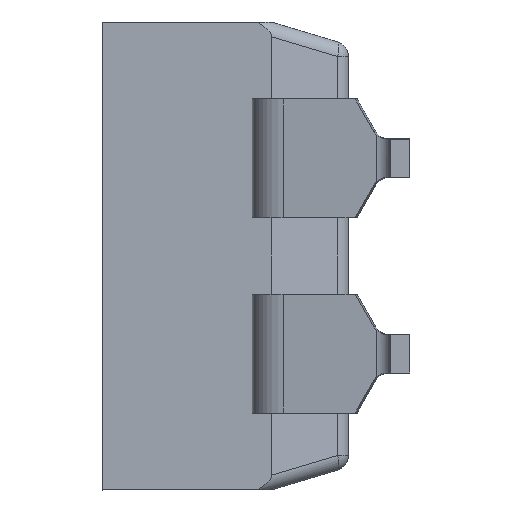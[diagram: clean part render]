
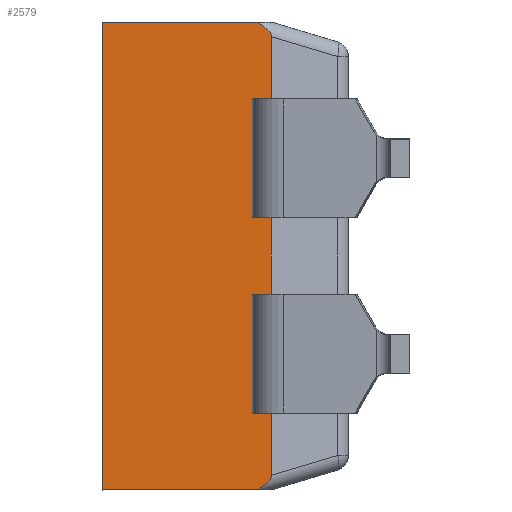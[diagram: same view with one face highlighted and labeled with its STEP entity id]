
A CAD part, left-side view. The second image highlights one B-rep face of the part: STEP entity #2579.
In plain terms, the highlighted planar face has unit normal (-1, 0, 0).
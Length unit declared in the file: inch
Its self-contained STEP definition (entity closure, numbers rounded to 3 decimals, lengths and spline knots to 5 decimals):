
#96 = CARTESIAN_POINT ( 'NONE',  ( 0.23138, 0.03516, -0.18789 ) ) ;
#146 = ORIENTED_EDGE ( 'NONE', *, *, #1211, .F. ) ;
#202 = VERTEX_POINT ( 'NONE', #4226 ) ;
#213 = DIRECTION ( 'NONE',  ( 0., 0., -1. ) ) ;
#244 = DIRECTION ( 'NONE',  ( 0., 1., 0. ) ) ;
#492 = LINE ( 'NONE', #3609, #3893 ) ;
#533 = EDGE_CURVE ( 'NONE', #7104, #3365, #2375, .T. ) ;
#538 = VECTOR ( 'NONE', #6585, 39.37008 ) ;
#545 = EDGE_CURVE ( 'NONE', #8074, #2169, #2745, .T. ) ;
#648 = FACE_OUTER_BOUND ( 'NONE', #5488, .T. ) ;
#812 = CARTESIAN_POINT ( 'NONE',  ( 0.23138, 0.03516, 0.00664 ) ) ;
#840 = CARTESIAN_POINT ( 'NONE',  ( 0.23138, 0.04501, -0.02726 ) ) ;
#854 = EDGE_CURVE ( 'NONE', #3528, #3669, #2323, .T. ) ;
#938 = CARTESIAN_POINT ( 'NONE',  ( 0.23138, 0.04241, 0.01211 ) ) ;
#1049 = EDGE_CURVE ( 'NONE', #3365, #4800, #5348, .T. ) ;
#1073 = VECTOR ( 'NONE', #1686, 39.37008 ) ;
#1084 = VECTOR ( 'NONE', #244, 39.37008 ) ;
#1166 = PLANE ( 'NONE',  #2056 ) ;
#1184 = CARTESIAN_POINT ( 'NONE',  ( 0.23138, 0.03516, -0.18789 ) ) ;
#1202 = CARTESIAN_POINT ( 'NONE',  ( 0.23138, 0.12178, -0.82726 ) ) ;
#1211 = EDGE_CURVE ( 'NONE', #2254, #202, #6203, .T. ) ;
#1226 = ORIENTED_EDGE ( 'NONE', *, *, #4200, .F. ) ;
#1259 =( BOUNDED_CURVE ( )  B_SPLINE_CURVE ( 3, ( #3558, #4924, #2373, #6822 ),
 .UNSPECIFIED., .F., .T. ) 
 B_SPLINE_CURVE_WITH_KNOTS ( ( 4, 4 ),
 ( 0.08266, 0.82673 ),
 .UNSPECIFIED. ) 
 CURVE ( )  GEOMETRIC_REPRESENTATION_ITEM ( )  RATIONAL_B_SPLINE_CURVE ( ( 1., 0.954, 0.954, 1. ) ) 
 REPRESENTATION_ITEM ( '' )  );
#1409 = CARTESIAN_POINT ( 'NONE',  ( 0.23138, 0.03516, -0.18789 ) ) ;
#1493 = DIRECTION ( 'NONE',  ( 0., 0., 1. ) ) ;
#1512 = EDGE_CURVE ( 'NONE', #202, #3528, #1259, .T. ) ;
#1568 = VECTOR ( 'NONE', #7683, 39.37008 ) ;
#1685 = VERTEX_POINT ( 'NONE', #4747 ) ;
#1686 = DIRECTION ( 'NONE',  ( 0., 0., -1. ) ) ;
#1841 = DIRECTION ( 'NONE',  ( 0., 0., 1. ) ) ;
#1935 = CARTESIAN_POINT ( 'NONE',  ( 0.23138, 0.04501, -0.08789 ) ) ;
#2056 = AXIS2_PLACEMENT_3D ( 'NONE', #1202, #2504, #1841 ) ;
#2082 = DIRECTION ( 'NONE',  ( 0., 0., -1. ) ) ;
#2111 = DIRECTION ( 'NONE',  ( 0., 0., 1. ) ) ;
#2169 = VERTEX_POINT ( 'NONE', #2694 ) ;
#2254 = VERTEX_POINT ( 'NONE', #1184 ) ;
#2319 = LINE ( 'NONE', #7328, #1073 ) ;
#2323 = LINE ( 'NONE', #2895, #7537 ) ;
#2373 = CARTESIAN_POINT ( 'NONE',  ( 0.23138, 0.03769, -0.22444 ) ) ;
#2375 =( BOUNDED_CURVE ( )  B_SPLINE_CURVE ( 3, ( #4099, #812, #6607, #938 ),
 .UNSPECIFIED., .F., .T. ) 
 B_SPLINE_CURVE_WITH_KNOTS ( ( 4, 4 ),
 ( 0.08266, 0.82673 ),
 .UNSPECIFIED. ) 
 CURVE ( )  GEOMETRIC_REPRESENTATION_ITEM ( )  RATIONAL_B_SPLINE_CURVE ( ( 1., 0.954, 0.954, 1. ) ) 
 REPRESENTATION_ITEM ( '' )  );
#2392 = VECTOR ( 'NONE', #5271, 39.37008 ) ;
#2474 = CARTESIAN_POINT ( 'NONE',  ( 0.23138, 0.12178, 0.01211 ) ) ;
#2496 = EDGE_CURVE ( 'NONE', #7104, #4637, #492, .T. ) ;
#2504 = DIRECTION ( 'NONE',  ( -1., 0., 0. ) ) ;
#2565 = ORIENTED_EDGE ( 'NONE', *, *, #3372, .T. ) ;
#2579 = ADVANCED_FACE ( 'NONE', ( #648 ), #1166, .T. ) ;
#2694 = CARTESIAN_POINT ( 'NONE',  ( 0.23138, 0.04501, -0.12726 ) ) ;
#2745 = LINE ( 'NONE', #5241, #6878 ) ;
#2895 = CARTESIAN_POINT ( 'NONE',  ( 0.23138, 0.10209, -0.22726 ) ) ;
#3006 = CARTESIAN_POINT ( 'NONE',  ( 0.23138, 0.03516, -0.02726 ) ) ;
#3167 = ORIENTED_EDGE ( 'NONE', *, *, #5447, .T. ) ;
#3209 = VECTOR ( 'NONE', #1493, 39.37008 ) ;
#3351 = LINE ( 'NONE', #5950, #3209 ) ;
#3355 = ORIENTED_EDGE ( 'NONE', *, *, #1049, .T. ) ;
#3365 = VERTEX_POINT ( 'NONE', #3432 ) ;
#3372 = EDGE_CURVE ( 'NONE', #7873, #5535, #7852, .T. ) ;
#3432 = CARTESIAN_POINT ( 'NONE',  ( 0.23138, 0.04241, 0.01211 ) ) ;
#3528 = VERTEX_POINT ( 'NONE', #5591 ) ;
#3558 = CARTESIAN_POINT ( 'NONE',  ( 0.23138, 0.03516, -0.21972 ) ) ;
#3609 = CARTESIAN_POINT ( 'NONE',  ( 0.23138, 0.03516, 0.00456 ) ) ;
#3669 = VERTEX_POINT ( 'NONE', #3846 ) ;
#3782 = CARTESIAN_POINT ( 'NONE',  ( 0.23138, 0.03516, -0.08789 ) ) ;
#3796 = ORIENTED_EDGE ( 'NONE', *, *, #4057, .T. ) ;
#3846 = CARTESIAN_POINT ( 'NONE',  ( 0.23138, 0.12178, -0.22726 ) ) ;
#3893 = VECTOR ( 'NONE', #213, 39.37008 ) ;
#3906 = CARTESIAN_POINT ( 'NONE',  ( 0.23138, 0.12178, 0.01211 ) ) ;
#3920 = LINE ( 'NONE', #96, #7691 ) ;
#3923 = VERTEX_POINT ( 'NONE', #4961 ) ;
#4032 = LINE ( 'NONE', #3906, #1568 ) ;
#4057 = EDGE_CURVE ( 'NONE', #2169, #3923, #5937, .T. ) ;
#4076 = ORIENTED_EDGE ( 'NONE', *, *, #2496, .F. ) ;
#4099 = CARTESIAN_POINT ( 'NONE',  ( 0.23138, 0.03516, 0.00456 ) ) ;
#4149 = DIRECTION ( 'NONE',  ( 0., 1., 0. ) ) ;
#4200 = EDGE_CURVE ( 'NONE', #7873, #3923, #2319, .T. ) ;
#4226 = CARTESIAN_POINT ( 'NONE',  ( 0.23138, 0.03516, -0.21972 ) ) ;
#4229 = ORIENTED_EDGE ( 'NONE', *, *, #7917, .T. ) ;
#4561 = ORIENTED_EDGE ( 'NONE', *, *, #6708, .T. ) ;
#4605 = CARTESIAN_POINT ( 'NONE',  ( 0.23138, 0.04501, -0.12726 ) ) ;
#4637 = VERTEX_POINT ( 'NONE', #3006 ) ;
#4747 = CARTESIAN_POINT ( 'NONE',  ( 0.23138, 0.04501, -0.02726 ) ) ;
#4800 = VERTEX_POINT ( 'NONE', #2474 ) ;
#4844 = CARTESIAN_POINT ( 'NONE',  ( 0.23138, 0.04501, -0.18789 ) ) ;
#4924 = CARTESIAN_POINT ( 'NONE',  ( 0.23138, 0.03516, -0.2218 ) ) ;
#4961 = CARTESIAN_POINT ( 'NONE',  ( 0.23138, 0.03516, -0.12726 ) ) ;
#5241 = CARTESIAN_POINT ( 'NONE',  ( 0.23138, 0.04501, -0.18789 ) ) ;
#5271 = DIRECTION ( 'NONE',  ( 0., -1., 0. ) ) ;
#5308 = LINE ( 'NONE', #840, #538 ) ;
#5348 = LINE ( 'NONE', #6577, #1084 ) ;
#5391 = ORIENTED_EDGE ( 'NONE', *, *, #1512, .F. ) ;
#5447 = EDGE_CURVE ( 'NONE', #1685, #4637, #5308, .T. ) ;
#5488 = EDGE_LOOP ( 'NONE', ( #4229, #6503, #5391, #146, #4561, #6658, #3796, #1226, #2565, #6678, #3167, #4076, #5829, #3355 ) ) ;
#5535 = VERTEX_POINT ( 'NONE', #1935 ) ;
#5591 = CARTESIAN_POINT ( 'NONE',  ( 0.23138, 0.04241, -0.22726 ) ) ;
#5829 = ORIENTED_EDGE ( 'NONE', *, *, #533, .T. ) ;
#5936 = DIRECTION ( 'NONE',  ( 0., 1., 0. ) ) ;
#5937 = LINE ( 'NONE', #4605, #2392 ) ;
#5950 = CARTESIAN_POINT ( 'NONE',  ( 0.23138, 0.04501, -0.08789 ) ) ;
#5996 = EDGE_CURVE ( 'NONE', #5535, #1685, #3351, .T. ) ;
#6203 = LINE ( 'NONE', #1409, #7810 ) ;
#6503 = ORIENTED_EDGE ( 'NONE', *, *, #854, .F. ) ;
#6577 = CARTESIAN_POINT ( 'NONE',  ( 0.23138, 0.10209, 0.01211 ) ) ;
#6585 = DIRECTION ( 'NONE',  ( 0., -1., 0. ) ) ;
#6607 = CARTESIAN_POINT ( 'NONE',  ( 0.23138, 0.03769, 0.00928 ) ) ;
#6658 = ORIENTED_EDGE ( 'NONE', *, *, #545, .T. ) ;
#6661 = CARTESIAN_POINT ( 'NONE',  ( 0.23138, 0.03516, -0.08789 ) ) ;
#6678 = ORIENTED_EDGE ( 'NONE', *, *, #5996, .T. ) ;
#6708 = EDGE_CURVE ( 'NONE', #2254, #8074, #3920, .T. ) ;
#6822 = CARTESIAN_POINT ( 'NONE',  ( 0.23138, 0.04241, -0.22726 ) ) ;
#6878 = VECTOR ( 'NONE', #2111, 39.37008 ) ;
#7104 = VERTEX_POINT ( 'NONE', #7991 ) ;
#7328 = CARTESIAN_POINT ( 'NONE',  ( 0.23138, 0.03516, -0.08789 ) ) ;
#7537 = VECTOR ( 'NONE', #8192, 39.37008 ) ;
#7683 = DIRECTION ( 'NONE',  ( 0., 0., -1. ) ) ;
#7691 = VECTOR ( 'NONE', #5936, 39.37008 ) ;
#7810 = VECTOR ( 'NONE', #2082, 39.37008 ) ;
#7852 = LINE ( 'NONE', #6661, #8075 ) ;
#7873 = VERTEX_POINT ( 'NONE', #3782 ) ;
#7917 = EDGE_CURVE ( 'NONE', #4800, #3669, #4032, .T. ) ;
#7991 = CARTESIAN_POINT ( 'NONE',  ( 0.23138, 0.03516, 0.00456 ) ) ;
#8074 = VERTEX_POINT ( 'NONE', #4844 ) ;
#8075 = VECTOR ( 'NONE', #4149, 39.37008 ) ;
#8192 = DIRECTION ( 'NONE',  ( 0., 1., 0. ) ) ;
